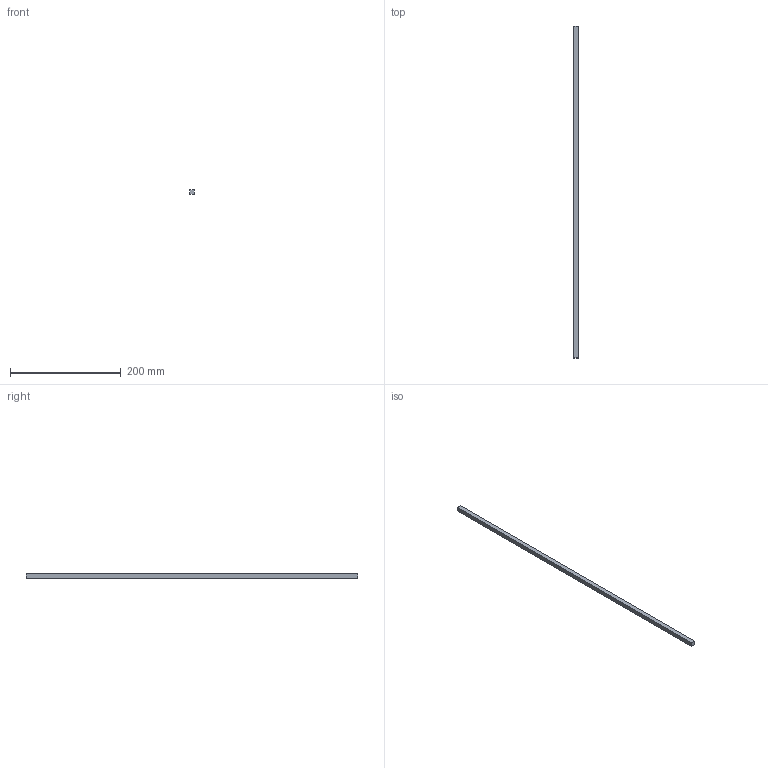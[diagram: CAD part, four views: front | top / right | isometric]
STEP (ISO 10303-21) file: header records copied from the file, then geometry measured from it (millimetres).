
FILE_DESCRIPTION(('STEP AP214'),'1');
FILE_NAME('cctmp_B539300F-1110-4809-BE57-F9EB17B1B6FB_2023_04_14_05_28_13_0814..stp','2023-04-14T03:28:14',('SIEMENS A&D'),('CADClick - www.CADClick.com'),'Spatial InterOp 3D postprocessed',' ','unknown authorization');
FILE_SCHEMA(('AUTOMOTIVE_DESIGN'));
Length unit declared in the file: millimetre
Products named in the file (7): cc_unnamed; 2023_04_14_05_28_13_0799; 2023_04_14_05_28_13_0767; 2023_04_14_05_28_13_0736; 2023_04_14_05_28_13_0705; 2023_04_14_05_28_13_0674; 2023_04_14_05_28_13_0642
Assembly tree (6 placements, depth 2):
  cc_unnamed
    2023_04_14_05_28_13_0799
    2023_04_14_05_28_13_0767
    2023_04_14_05_28_13_0736
    2023_04_14_05_28_13_0705
    2023_04_14_05_28_13_0674
    2023_04_14_05_28_13_0642
Bounding box: 8 x 600 x 8 mm (x, y, z)
Volume: 38400 mm3; surface area: 19328 mm2
Topology: 1 solids, 1 shells, 6 faces, 16 edges, 17 vertices
Faces by surface type: plane 6
Entity records: 403 total; most frequent: DIRECTION 42, CARTESIAN_POINT 38, ORIENTED_EDGE 24, LINE 16, VECTOR 16, PRODUCT_DEFINITION_SHAPE 13, AXIS2_PLACEMENT_3D 13, STYLED_ITEM 12
